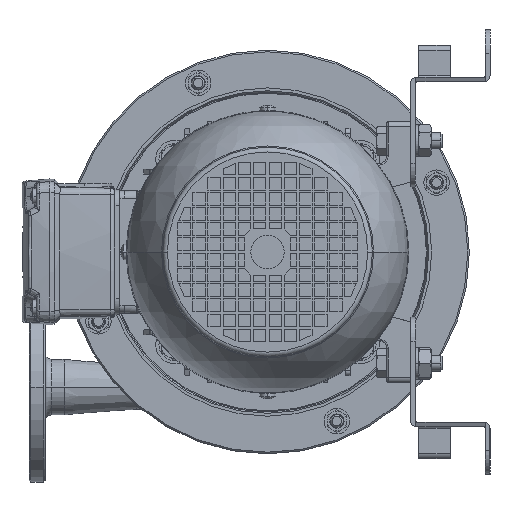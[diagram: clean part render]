
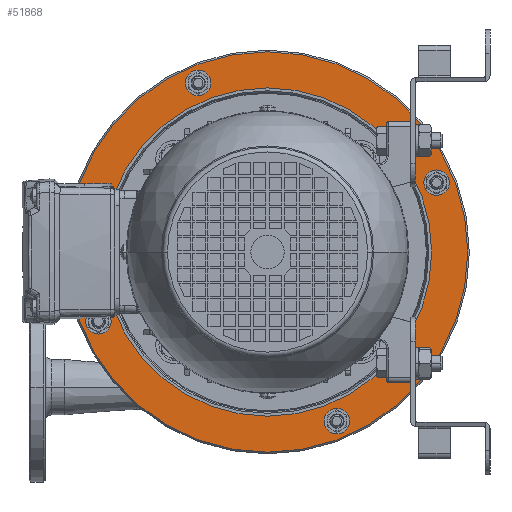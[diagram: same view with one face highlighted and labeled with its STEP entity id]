
A CAD part, left-side view. The second image highlights one B-rep face of the part: STEP entity #51868.
In plain terms, the highlighted face is planar.
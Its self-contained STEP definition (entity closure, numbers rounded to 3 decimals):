
#916 = CARTESIAN_POINT ( 'NONE',  ( 0., 0., 1. ) ) ;
#1149 = CARTESIAN_POINT ( 'NONE',  ( -43.637, -106.399, 1. ) ) ;
#1300 = CARTESIAN_POINT ( 'NONE',  ( 126., 0., 1. ) ) ;
#2585 = DIRECTION ( 'NONE',  ( -1., 0., 0. ) ) ;
#2710 = VERTEX_POINT ( 'NONE', #59179 ) ;
#2887 = CIRCLE ( 'NONE', #4715, 5. ) ;
#3757 = EDGE_CURVE ( 'NONE', #82309, #61251, #18077, .T. ) ;
#3906 = DIRECTION ( 'NONE',  ( -1., 0., 0. ) ) ;
#4312 = AXIS2_PLACEMENT_3D ( 'NONE', #916, #49466, #26103 ) ;
#4715 = AXIS2_PLACEMENT_3D ( 'NONE', #1149, #46524, #7646 ) ;
#5675 = VERTEX_POINT ( 'NONE', #50613 ) ;
#5961 = VERTEX_POINT ( 'NONE', #45488 ) ;
#6250 = EDGE_LOOP ( 'NONE', ( #76722, #20407 ) ) ;
#6887 = AXIS2_PLACEMENT_3D ( 'NONE', #24074, #69553, #30651 ) ;
#7096 = EDGE_CURVE ( 'NONE', #35239, #41794, #77120, .T. ) ;
#7646 = DIRECTION ( 'NONE',  ( -1., 0., 0. ) ) ;
#7766 = ORIENTED_EDGE ( 'NONE', *, *, #7096, .T. ) ;
#7833 = CARTESIAN_POINT ( 'NONE',  ( 0., 0., 1. ) ) ;
#7939 = CARTESIAN_POINT ( 'NONE',  ( -38.637, -106.399, 1. ) ) ;
#8055 = VERTEX_POINT ( 'NONE', #53296 ) ;
#8695 = AXIS2_PLACEMENT_3D ( 'NONE', #12424, #57877, #18874 ) ;
#9321 = CARTESIAN_POINT ( 'NONE',  ( 101.399, -43.637, 1. ) ) ;
#10708 = EDGE_LOOP ( 'NONE', ( #59479, #7766 ) ) ;
#11382 = AXIS2_PLACEMENT_3D ( 'NONE', #7833, #72810, #33935 ) ;
#12424 = CARTESIAN_POINT ( 'NONE',  ( -106.399, 43.637, 1. ) ) ;
#12659 = FACE_BOUND ( 'NONE', #6250, .T. ) ;
#13785 = CIRCLE ( 'NONE', #44053, 64.2 ) ;
#14287 = EDGE_CURVE ( 'NONE', #19866, #2710, #69425, .T. ) ;
#15987 = VERTEX_POINT ( 'NONE', #7939 ) ;
#16690 = CIRCLE ( 'NONE', #8695, 5. ) ;
#17818 = EDGE_LOOP ( 'NONE', ( #43445, #55538 ) ) ;
#18077 = CIRCLE ( 'NONE', #79197, 5. ) ;
#18604 = CARTESIAN_POINT ( 'NONE',  ( -43.637, -106.399, 1. ) ) ;
#18874 = DIRECTION ( 'NONE',  ( -1., 0., 0. ) ) ;
#19866 = VERTEX_POINT ( 'NONE', #9321 ) ;
#20407 = ORIENTED_EDGE ( 'NONE', *, *, #59255, .F. ) ;
#23410 = ORIENTED_EDGE ( 'NONE', *, *, #30261, .F. ) ;
#24074 = CARTESIAN_POINT ( 'NONE',  ( 106.399, -43.637, 1. ) ) ;
#25167 = DIRECTION ( 'NONE',  ( -1., 0., 0. ) ) ;
#26103 = DIRECTION ( 'NONE',  ( -1., 0., 0. ) ) ;
#26371 = CARTESIAN_POINT ( 'NONE',  ( -106.399, 43.637, 1. ) ) ;
#27886 = FACE_BOUND ( 'NONE', #17818, .T. ) ;
#28698 = CARTESIAN_POINT ( 'NONE',  ( 48.637, 106.399, 1. ) ) ;
#30261 = EDGE_CURVE ( 'NONE', #2710, #19866, #75924, .T. ) ;
#30348 = CARTESIAN_POINT ( 'NONE',  ( 0., 0., 1. ) ) ;
#30443 = CARTESIAN_POINT ( 'NONE',  ( 106.399, -43.637, 1. ) ) ;
#30651 = DIRECTION ( 'NONE',  ( -1., 0., 0. ) ) ;
#32687 = DIRECTION ( 'NONE',  ( -1., 0., 0. ) ) ;
#32940 = DIRECTION ( 'NONE',  ( -1., 0., 0. ) ) ;
#33513 = EDGE_CURVE ( 'NONE', #61251, #82309, #51166, .T. ) ;
#33935 = DIRECTION ( 'NONE',  ( -1., 0., 0. ) ) ;
#35239 = VERTEX_POINT ( 'NONE', #82658 ) ;
#35844 = AXIS2_PLACEMENT_3D ( 'NONE', #30443, #75891, #37003 ) ;
#36640 = CARTESIAN_POINT ( 'NONE',  ( 0., 0., 1. ) ) ;
#36910 = DIRECTION ( 'NONE',  ( -1., 0., 0. ) ) ;
#37003 = DIRECTION ( 'NONE',  ( -1., 0., 0. ) ) ;
#38746 = CIRCLE ( 'NONE', #55030, 5. ) ;
#39259 = CARTESIAN_POINT ( 'NONE',  ( 64.2, 0., 1. ) ) ;
#39291 = EDGE_LOOP ( 'NONE', ( #23410, #59135 ) ) ;
#39584 = EDGE_CURVE ( 'NONE', #59666, #83808, #13785, .T. ) ;
#41489 = DIRECTION ( 'NONE',  ( 0., 0., -1. ) ) ;
#41645 = CIRCLE ( 'NONE', #53087, 64.2 ) ;
#41794 = VERTEX_POINT ( 'NONE', #1300 ) ;
#42789 = DIRECTION ( 'NONE',  ( 0., 0., -1. ) ) ;
#43161 = DIRECTION ( 'NONE',  ( -1., 0., 0. ) ) ;
#43288 = ORIENTED_EDGE ( 'NONE', *, *, #59239, .F. ) ;
#43445 = ORIENTED_EDGE ( 'NONE', *, *, #39584, .F. ) ;
#44053 = AXIS2_PLACEMENT_3D ( 'NONE', #30348, #75794, #36910 ) ;
#44595 = CIRCLE ( 'NONE', #66416, 126. ) ;
#45194 = FACE_BOUND ( 'NONE', #45343, .T. ) ;
#45343 = EDGE_LOOP ( 'NONE', ( #70593, #77832 ) ) ;
#45488 = CARTESIAN_POINT ( 'NONE',  ( -111.399, 43.637, 1. ) ) ;
#45743 = EDGE_CURVE ( 'NONE', #8055, #5961, #38746, .T. ) ;
#46524 = DIRECTION ( 'NONE',  ( 0., 0., -1. ) ) ;
#47204 = FACE_BOUND ( 'NONE', #51945, .T. ) ;
#49466 = DIRECTION ( 'NONE',  ( 0., 0., -1. ) ) ;
#50064 = CARTESIAN_POINT ( 'NONE',  ( 43.637, 106.399, 1. ) ) ;
#50492 = ORIENTED_EDGE ( 'NONE', *, *, #65094, .F. ) ;
#50613 = CARTESIAN_POINT ( 'NONE',  ( -48.637, -106.399, 1. ) ) ;
#51166 = CIRCLE ( 'NONE', #68649, 5. ) ;
#51312 = CIRCLE ( 'NONE', #79997, 5. ) ;
#51868 = ADVANCED_FACE ( 'NONE', ( #62455, #47204, #64492, #12659, #45194, #27886 ), #66318, .T. ) ;
#51945 = EDGE_LOOP ( 'NONE', ( #50492, #43288 ) ) ;
#52895 = DIRECTION ( 'NONE',  ( 0., 0., -1. ) ) ;
#53087 = AXIS2_PLACEMENT_3D ( 'NONE', #36640, #82123, #43161 ) ;
#53296 = CARTESIAN_POINT ( 'NONE',  ( -101.399, 43.637, 1. ) ) ;
#55030 = AXIS2_PLACEMENT_3D ( 'NONE', #26371, #71818, #32940 ) ;
#55538 = ORIENTED_EDGE ( 'NONE', *, *, #72911, .F. ) ;
#57877 = DIRECTION ( 'NONE',  ( 0., 0., -1. ) ) ;
#59135 = ORIENTED_EDGE ( 'NONE', *, *, #14287, .F. ) ;
#59179 = CARTESIAN_POINT ( 'NONE',  ( 111.399, -43.637, 1. ) ) ;
#59239 = EDGE_CURVE ( 'NONE', #5675, #15987, #51312, .T. ) ;
#59255 = EDGE_CURVE ( 'NONE', #5961, #8055, #16690, .T. ) ;
#59479 = ORIENTED_EDGE ( 'NONE', *, *, #77019, .T. ) ;
#59666 = VERTEX_POINT ( 'NONE', #76103 ) ;
#61251 = VERTEX_POINT ( 'NONE', #78092 ) ;
#62455 = FACE_OUTER_BOUND ( 'NONE', #10708, .T. ) ;
#64125 = DIRECTION ( 'NONE',  ( 0., 0., -1. ) ) ;
#64492 = FACE_BOUND ( 'NONE', #39291, .T. ) ;
#65094 = EDGE_CURVE ( 'NONE', #15987, #5675, #2887, .T. ) ;
#66318 = PLANE ( 'NONE',  #11382 ) ;
#66416 = AXIS2_PLACEMENT_3D ( 'NONE', #81741, #42789, #3906 ) ;
#68649 = AXIS2_PLACEMENT_3D ( 'NONE', #80413, #41489, #2585 ) ;
#69425 = CIRCLE ( 'NONE', #6887, 5. ) ;
#69553 = DIRECTION ( 'NONE',  ( 0., 0., -1. ) ) ;
#70593 = ORIENTED_EDGE ( 'NONE', *, *, #3757, .F. ) ;
#71818 = DIRECTION ( 'NONE',  ( 0., 0., -1. ) ) ;
#72810 = DIRECTION ( 'NONE',  ( 0., 0., -1. ) ) ;
#72911 = EDGE_CURVE ( 'NONE', #83808, #59666, #41645, .T. ) ;
#75794 = DIRECTION ( 'NONE',  ( 0., 0., -1. ) ) ;
#75891 = DIRECTION ( 'NONE',  ( 0., 0., -1. ) ) ;
#75924 = CIRCLE ( 'NONE', #35844, 5. ) ;
#76103 = CARTESIAN_POINT ( 'NONE',  ( -64.2, 0., 1. ) ) ;
#76722 = ORIENTED_EDGE ( 'NONE', *, *, #45743, .F. ) ;
#77019 = EDGE_CURVE ( 'NONE', #41794, #35239, #44595, .T. ) ;
#77120 = CIRCLE ( 'NONE', #4312, 126. ) ;
#77832 = ORIENTED_EDGE ( 'NONE', *, *, #33513, .F. ) ;
#78092 = CARTESIAN_POINT ( 'NONE',  ( 38.637, 106.399, 1. ) ) ;
#79197 = AXIS2_PLACEMENT_3D ( 'NONE', #50064, #52895, #32687 ) ;
#79997 = AXIS2_PLACEMENT_3D ( 'NONE', #18604, #64125, #25167 ) ;
#80413 = CARTESIAN_POINT ( 'NONE',  ( 43.637, 106.399, 1. ) ) ;
#81741 = CARTESIAN_POINT ( 'NONE',  ( 0., 0., 1. ) ) ;
#82123 = DIRECTION ( 'NONE',  ( 0., 0., -1. ) ) ;
#82309 = VERTEX_POINT ( 'NONE', #28698 ) ;
#82658 = CARTESIAN_POINT ( 'NONE',  ( -126., 0., 1. ) ) ;
#83808 = VERTEX_POINT ( 'NONE', #39259 ) ;
